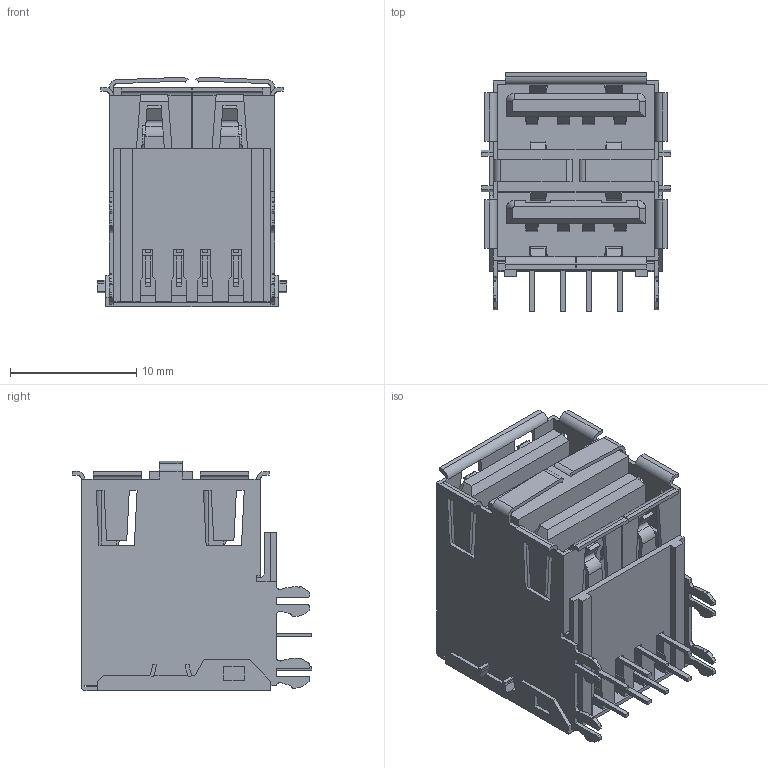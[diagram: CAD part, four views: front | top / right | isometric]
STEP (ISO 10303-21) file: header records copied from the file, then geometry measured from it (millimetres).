
FILE_DESCRIPTION(('STEP AP203'),'1');
FILE_NAME('723098044blf.stp','2020-10-26T15:50:38',('TraceParts'),('TraceParts S.A.'),'Spatial InterOp 3D',' ',' ');
FILE_SCHEMA(('CONFIG_CONTROL_DESIGN'));
Length unit declared in the file: millimetre
Products named in the file (1): 1
Bounding box: 15 x 18.98 x 18.2 mm (x, y, z)
Volume: 1934.9 mm3; surface area: 4106.7 mm2
Topology: 1 solids, 1 shells, 739 faces, 2090 edges, 1348 vertices
Faces by surface type: plane 498, cylinder 197, bspline 40, cone 4
Entity records: 29050 total; most frequent: CARTESIAN_POINT 9898, ORIENTED_EDGE 4180, DIRECTION 3672, EDGE_CURVE 2090, LINE 1612, VECTOR 1612, VERTEX_POINT 1348, AXIS2_PLACEMENT_3D 1030
